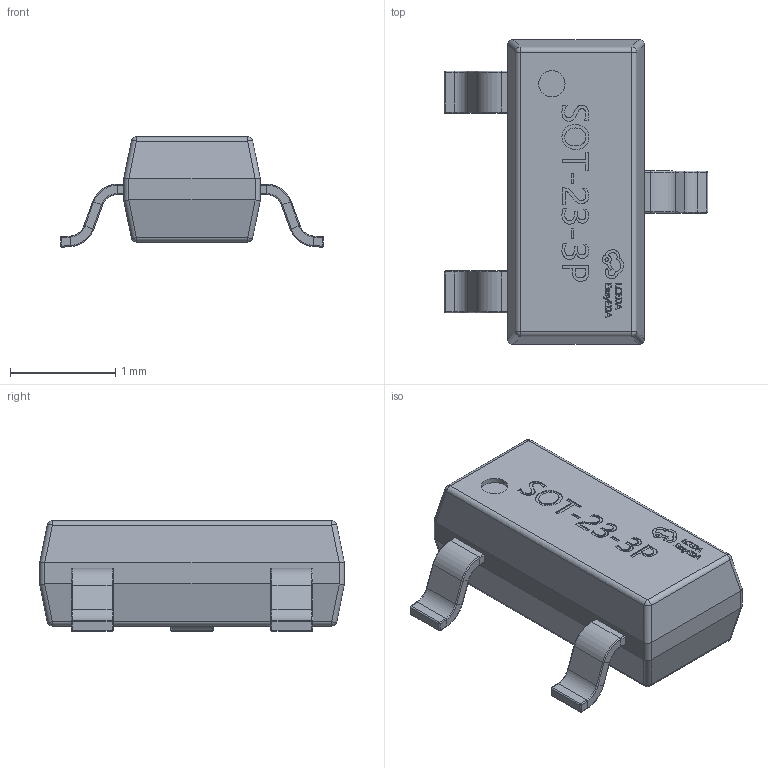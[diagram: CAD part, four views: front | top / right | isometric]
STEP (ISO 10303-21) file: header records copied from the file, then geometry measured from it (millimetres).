
FILE_DESCRIPTION (( 'STEP AP214' ), '1' );
FILE_NAME ('SOT-23-3P_L2.9-W1.3-H1.0-LS2.4-P0.95.step', '2022-07-26T11:00:47', ( '' ), ( '' ), 'SwSTEP 2.0', 'SolidWorks 2020', '' );
FILE_SCHEMA (( 'AUTOMOTIVE_DESIGN' ));
Length unit declared in the file: millimetre
Products named in the file (1): SOT-23-3P_L2.9-W1.3-H1.0-LS2.4-P0.95
Bounding box: 2.51 x 2.9 x 1.05 mm (x, y, z)
Volume: 3.6 mm3; surface area: 17.3 mm2
Topology: 17 solids, 17 shells, 598 faces, 1488 edges, 937 vertices
Faces by surface type: plane 301, bspline 168, cylinder 82, torus 24, sphere 23
Entity records: 28606 total; most frequent: CARTESIAN_POINT 8822, ORIENTED_EDGE 2952, DIRECTION 2152, EDGE_CURVE 1476, LINE 934, VECTOR 934, VERTEX_POINT 931, EDGE_LOOP 629
